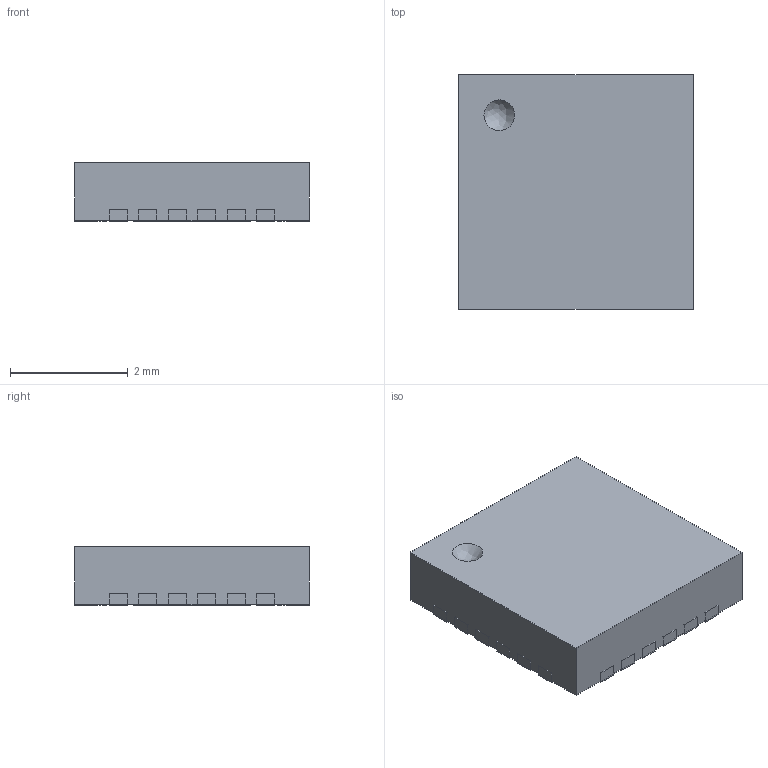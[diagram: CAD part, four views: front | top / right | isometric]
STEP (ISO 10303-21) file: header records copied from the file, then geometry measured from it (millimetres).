
FILE_DESCRIPTION (( 'STEP AP214' ), '1' );
FILE_NAME ('User Library-QFN24-0_5.STEP', '2017-06-12T05:42:25', ( 'Windows User' ), ( '' ), 'SwSTEP 2.0', 'SolidWorks 2017', '' );
FILE_SCHEMA (( 'AUTOMOTIVE_DESIGN' ));
Length unit declared in the file: millimetre
Products named in the file (4): User Library-QFN24-0_5_Cut; User Library-QFN24-0_5_QFN24_0_5024; User Library-QFN24-0_5_Fusion; User Library-QFN24-0_5
Assembly tree (3 placements, depth 2):
  User Library-QFN24-0_5
    User Library-QFN24-0_5_Fusion
    User Library-QFN24-0_5_QFN24_0_5024
    User Library-QFN24-0_5_Cut
Bounding box: 4 x 4 x 1 mm (x, y, z)
Surface area: 72.3 mm2
Topology: 26 solids, 26 shells, 205 faces, 458 edges, 306 vertices
Faces by surface type: plane 156, cylinder 48, bspline 1
Entity records: 8305 total; most frequent: CARTESIAN_POINT 1008, DIRECTION 972, ORIENTED_EDGE 916, EDGE_CURVE 458, VECTOR 360, LINE 360, AXIS2_PLACEMENT_3D 306, VERTEX_POINT 306
